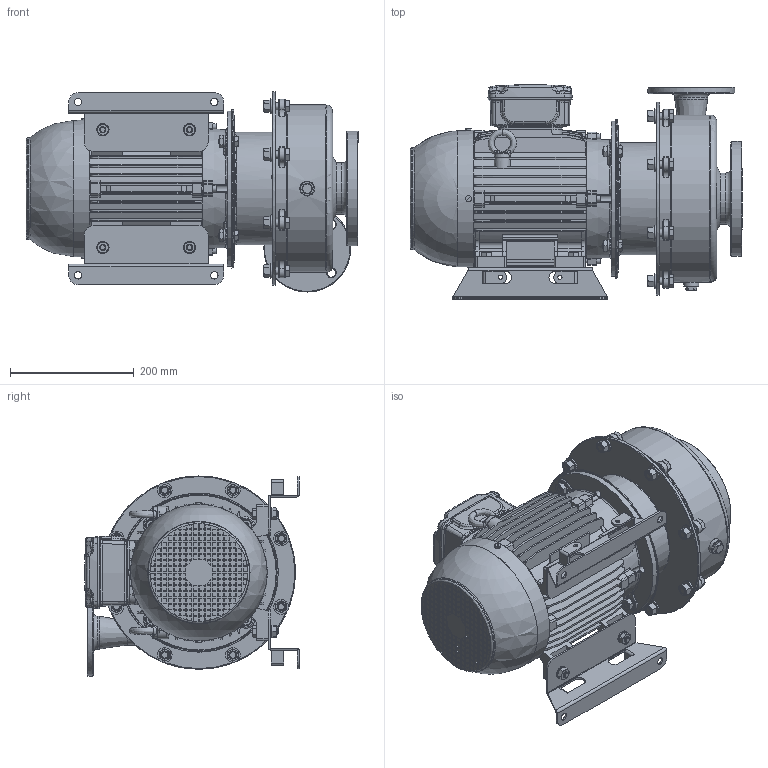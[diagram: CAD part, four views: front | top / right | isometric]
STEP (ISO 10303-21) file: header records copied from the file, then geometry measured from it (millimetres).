
FILE_DESCRIPTION(('STEP AP203'), '1');
FILE_NAME('ﾕﾌ 50_30ﾊ5_7,5_2', '2017-03-10T07:00:43', ('UNSPECIFIED'), ('UNSPECIFIED'), 'ASCON STEP Converter 1.3', 'ASCON Math Kernel', '');
FILE_SCHEMA(('CONFIG_CONTROL_DESIGN'));
Length unit declared in the file: millimetre
Products named in the file (18): Ýëåêòðîíàñîñíûé àãðåãàò ÕÌ 50_30Ê5_7,5_2; Ãàéêà; ﾘ琺矜 ﾌ12; 婑鳧氀 Dy80; Áîëò Ì10 (äë); Ôëàíåö ôîíàðÿ 50_30; Áîëò Ì10; Ãàéêà Ì12; ﾘ琺矜; Áîëò Ì12; 婑鳧氀 Dy50; 冓憵 50_30; 112M (7,5êÂò); Êàñòðþëÿ (1) 50_30; Îòâîä 50_30; Êàñòðþëÿ (2) 50_30; 婜縺蹞 50_30; 扻錪犩 50_30
Assembly tree (59 placements, depth 2):
  Ýëåêòðîíàñîñíûé àãðåãàò ÕÌ 50_30Ê5_7,5_2
    Ãàéêà  x8
    ﾘ琺矜 ﾌ12  x8
    婑鳧氀 Dy80
    Áîëò Ì10 (äë)  x4
    Ôëàíåö ôîíàðÿ 50_30
    Áîëò Ì10  x4
    Ãàéêà Ì12  x8
    ﾘ琺矜  x8
    Áîëò Ì12  x8
    婑鳧氀 Dy50
    冓憵 50_30  x2
    112M (7,5êÂò)
    Êàñòðþëÿ (1) 50_30
    Îòâîä 50_30
    Êàñòðþëÿ (2) 50_30
    婜縺蹞 50_30
    扻錪犩 50_30
Bounding box: 536 x 346 x 323 mm (x, y, z)
Volume: 13964960.7 mm3; surface area: 1525690.2 mm2
Topology: 67 solids, 67 shells, 3172 faces, 7744 edges, 4940 vertices
Faces by surface type: plane 1872, cone 503, cylinder 476, bspline 193, torus 117, sphere 11
Full cylindrical faces by diameter (mm): 3 x1, 6.7 x4, 8.5 x8, 9.5 x3, 10 x12, 10.5 x4, 11 x8, 12 x32, 13 x24, 14 x4, 15 x8, 18 x4, 20 x8, 24 x9, 27.4 x1, 28 x1, 34.85 x1, 37 x1, 43.45 x1, 47 x1, 50 x1, 53 x1, 68 x1, 78 x1, 80 x2, 83 x1, 84 x1, 88 x1, 96 x1, 104 x1
Entity records: 124747 total; most frequent: CARTESIAN_POINT 44828, ORIENTED_EDGE 12272, DIRECTION 10881, EDGE_CURVE 6136, VERTEX_POINT 4104, LINE 3825, VECTOR 3825, AXIS2_PLACEMENT_3D 3528
